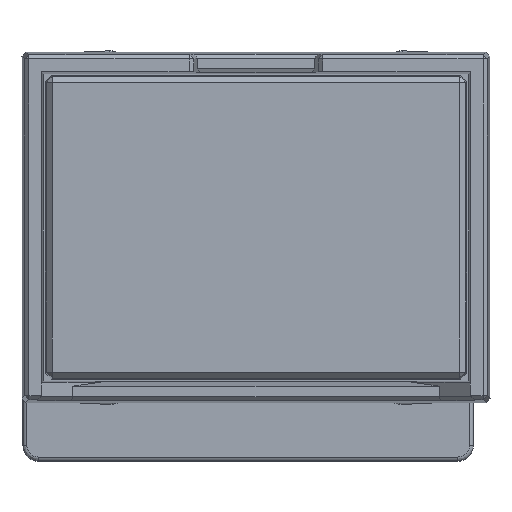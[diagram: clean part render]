
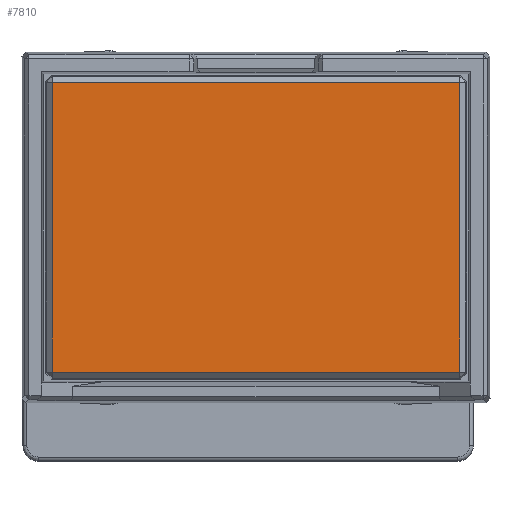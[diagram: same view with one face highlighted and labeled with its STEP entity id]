
A CAD part, top view. The second image highlights one B-rep face of the part: STEP entity #7810.
In plain terms, the highlighted face is planar.
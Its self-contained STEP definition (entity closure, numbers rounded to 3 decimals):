
#178 = DIRECTION ( 'NONE',  ( 0., 0., 1. ) ) ;
#297 = CARTESIAN_POINT ( 'NONE',  ( 10.396, 0., 7.396 ) ) ;
#676 = CARTESIAN_POINT ( 'NONE',  ( -10.396, 0., 7.396 ) ) ;
#723 = VECTOR ( 'NONE', #17633, 1000. ) ;
#1228 = VERTEX_POINT ( 'NONE', #9818 ) ;
#1570 = AXIS2_PLACEMENT_3D ( 'NONE', #4820, #10206, #15672 ) ;
#1661 = CARTESIAN_POINT ( 'NONE',  ( 0., 0., 7.396 ) ) ;
#1918 = CARTESIAN_POINT ( 'NONE',  ( -10.396, 0., -7.396 ) ) ;
#2097 = ORIENTED_EDGE ( 'NONE', *, *, #9057, .F. ) ;
#4003 = VERTEX_POINT ( 'NONE', #1918 ) ;
#4820 = CARTESIAN_POINT ( 'NONE',  ( -10.396, 0., 7.396 ) ) ;
#4992 = LINE ( 'NONE', #10384, #12928 ) ;
#5949 = VERTEX_POINT ( 'NONE', #676 ) ;
#6712 = EDGE_CURVE ( 'NONE', #5949, #9509, #13837, .T. ) ;
#6714 = EDGE_LOOP ( 'NONE', ( #16642, #2097, #11921, #11195 ) ) ;
#6746 = LINE ( 'NONE', #12142, #723 ) ;
#6957 = LINE ( 'NONE', #12356, #8357 ) ;
#7090 = DIRECTION ( 'NONE',  ( 1., 0., 0. ) ) ;
#7810 = ADVANCED_FACE ( 'NONE', ( #11550 ), #17027, .F. ) ;
#7860 = EDGE_CURVE ( 'NONE', #5949, #4003, #4992, .T. ) ;
#8357 = VECTOR ( 'NONE', #178, 1000. ) ;
#9057 = EDGE_CURVE ( 'NONE', #4003, #1228, #6746, .T. ) ;
#9509 = VERTEX_POINT ( 'NONE', #297 ) ;
#9818 = CARTESIAN_POINT ( 'NONE',  ( 10.396, 0., -7.396 ) ) ;
#10206 = DIRECTION ( 'NONE',  ( 0., -1., 0. ) ) ;
#10384 = CARTESIAN_POINT ( 'NONE',  ( -10.396, 0., 0. ) ) ;
#11195 = ORIENTED_EDGE ( 'NONE', *, *, #6712, .T. ) ;
#11550 = FACE_OUTER_BOUND ( 'NONE', #6714, .T. ) ;
#11921 = ORIENTED_EDGE ( 'NONE', *, *, #7860, .F. ) ;
#12142 = CARTESIAN_POINT ( 'NONE',  ( 0., 0., -7.396 ) ) ;
#12356 = CARTESIAN_POINT ( 'NONE',  ( 10.396, 0., 0. ) ) ;
#12928 = VECTOR ( 'NONE', #15854, 1000. ) ;
#13126 = EDGE_CURVE ( 'NONE', #1228, #9509, #6957, .T. ) ;
#13837 = LINE ( 'NONE', #1661, #16039 ) ;
#15672 = DIRECTION ( 'NONE',  ( 0., 0., -1. ) ) ;
#15854 = DIRECTION ( 'NONE',  ( 0., 0., -1. ) ) ;
#16039 = VECTOR ( 'NONE', #7090, 1000. ) ;
#16642 = ORIENTED_EDGE ( 'NONE', *, *, #13126, .F. ) ;
#17027 = PLANE ( 'NONE',  #1570 ) ;
#17633 = DIRECTION ( 'NONE',  ( 1., 0., 0. ) ) ;
